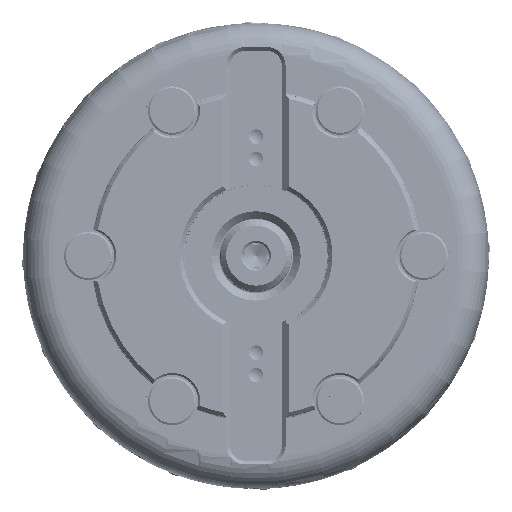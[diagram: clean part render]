
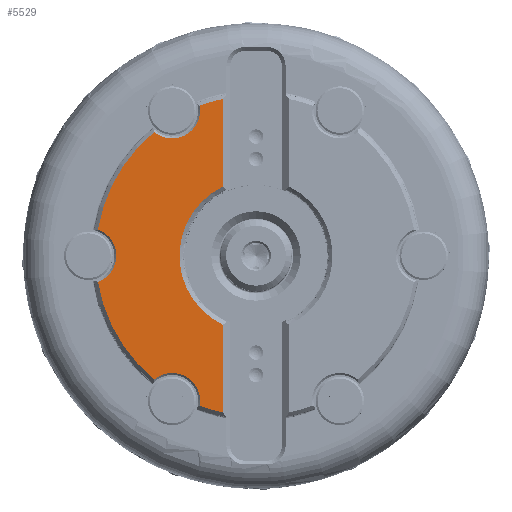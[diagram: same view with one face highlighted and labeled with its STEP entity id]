
A CAD part, top view. The second image highlights one B-rep face of the part: STEP entity #5529.
In plain terms, the highlighted planar face has unit normal (0, 0, 1).
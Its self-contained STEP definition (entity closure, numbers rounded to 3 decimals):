
#2645=PLANE('',#56959);
#5529=ADVANCED_FACE('',(#9935),#2645,.T.);
#9935=FACE_OUTER_BOUND('',#12917,.T.);
#12917=EDGE_LOOP('',(#24721,#24722,#24723,#24724,#24725,#24726,#24727,#24728,
#24729,#24730,#24731,#24732));
#16247=CIRCLE('',#56948,43.);
#16248=CIRCLE('',#56950,20.55);
#16249=CIRCLE('',#56951,7.5);
#16250=CIRCLE('',#56952,7.5);
#16251=CIRCLE('',#56953,43.);
#16252=CIRCLE('',#56954,7.5);
#16253=CIRCLE('',#56955,7.5);
#16254=CIRCLE('',#56956,43.);
#16255=CIRCLE('',#56957,7.5);
#16256=CIRCLE('',#56958,43.);
#24721=ORIENTED_EDGE('',*,*,#42048,.F.);
#24722=ORIENTED_EDGE('',*,*,#42041,.F.);
#24723=ORIENTED_EDGE('',*,*,#42047,.F.);
#24724=ORIENTED_EDGE('',*,*,#42049,.F.);
#24725=ORIENTED_EDGE('',*,*,#42050,.F.);
#24726=ORIENTED_EDGE('',*,*,#42051,.F.);
#24727=ORIENTED_EDGE('',*,*,#42052,.F.);
#24728=ORIENTED_EDGE('',*,*,#42053,.F.);
#24729=ORIENTED_EDGE('',*,*,#42054,.F.);
#24730=ORIENTED_EDGE('',*,*,#42055,.F.);
#24731=ORIENTED_EDGE('',*,*,#42056,.F.);
#24732=ORIENTED_EDGE('',*,*,#42057,.F.);
#36018=VERTEX_POINT('',#97931);
#36019=VERTEX_POINT('',#97932);
#36022=VERTEX_POINT('',#97961);
#36023=VERTEX_POINT('',#97965);
#36024=VERTEX_POINT('',#97967);
#36025=VERTEX_POINT('',#97969);
#36026=VERTEX_POINT('',#97971);
#36027=VERTEX_POINT('',#97973);
#36028=VERTEX_POINT('',#97975);
#36029=VERTEX_POINT('',#97977);
#36030=VERTEX_POINT('',#97979);
#36031=VERTEX_POINT('',#97981);
#42041=EDGE_CURVE('',#36018,#36019,#47760,.T.);
#42047=EDGE_CURVE('',#36022,#36018,#16247,.T.);
#42048=EDGE_CURVE('',#36019,#36023,#16248,.T.);
#42049=EDGE_CURVE('',#36024,#36022,#16249,.T.);
#42050=EDGE_CURVE('',#36025,#36024,#16250,.T.);
#42051=EDGE_CURVE('',#36026,#36025,#16251,.T.);
#42052=EDGE_CURVE('',#36027,#36026,#16252,.T.);
#42053=EDGE_CURVE('',#36028,#36027,#16253,.T.);
#42054=EDGE_CURVE('',#36029,#36028,#16254,.T.);
#42055=EDGE_CURVE('',#36030,#36029,#16255,.T.);
#42056=EDGE_CURVE('',#36031,#36030,#16256,.T.);
#42057=EDGE_CURVE('',#36023,#36031,#47761,.T.);
#47760=LINE('',#97930,#50694);
#47761=LINE('',#97982,#50695);
#50694=VECTOR('',#67125,1.);
#50695=VECTOR('',#67152,1.);
#56948=AXIS2_PLACEMENT_3D('',#97962,#67130,#67131);
#56950=AXIS2_PLACEMENT_3D('',#97964,#67134,#67135);
#56951=AXIS2_PLACEMENT_3D('',#97966,#67136,#67137);
#56952=AXIS2_PLACEMENT_3D('',#97968,#67138,#67139);
#56953=AXIS2_PLACEMENT_3D('',#97970,#67140,#67141);
#56954=AXIS2_PLACEMENT_3D('',#97972,#67142,#67143);
#56955=AXIS2_PLACEMENT_3D('',#97974,#67144,#67145);
#56956=AXIS2_PLACEMENT_3D('',#97976,#67146,#67147);
#56957=AXIS2_PLACEMENT_3D('',#97978,#67148,#67149);
#56958=AXIS2_PLACEMENT_3D('',#97980,#67150,#67151);
#56959=AXIS2_PLACEMENT_3D('',#97983,#67153,#67154);
#67125=DIRECTION('',(0.,-1.,0.));
#67130=DIRECTION('',(0.,0.,-1.));
#67131=DIRECTION('',(-0.351,0.936,0.));
#67134=DIRECTION('',(0.,0.,1.));
#67135=DIRECTION('',(-0.435,0.9,0.));
#67136=DIRECTION('',(0.,0.,1.));
#67137=DIRECTION('',(0.707,-0.707,0.));
#67138=DIRECTION('',(0.,0.,1.));
#67139=DIRECTION('',(-0.641,-0.767,0.));
#67140=DIRECTION('',(0.,0.,-1.));
#67141=DIRECTION('',(-0.986,0.164,0.));
#67142=DIRECTION('',(0.,0.,1.));
#67143=DIRECTION('',(0.707,-0.707,0.));
#67144=DIRECTION('',(0.,0.,1.));
#67145=DIRECTION('',(0.344,-0.939,0.));
#67146=DIRECTION('',(0.,0.,-1.));
#67147=DIRECTION('',(-0.635,-0.772,0.));
#67148=DIRECTION('',(0.,0.,1.));
#67149=DIRECTION('',(0.985,-0.171,0.));
#67150=DIRECTION('',(0.,0.,-1.));
#67151=DIRECTION('',(-0.208,-0.978,0.));
#67152=DIRECTION('',(0.,-1.,0.));
#67153=DIRECTION('',(0.,0.,1.));
#67154=DIRECTION('',(0.707,0.707,0.));
#97930=CARTESIAN_POINT('',(-8.938,42.061,0.));
#97931=CARTESIAN_POINT('',(-8.938,42.061,0.));
#97932=CARTESIAN_POINT('',(-8.937,18.505,0.));
#97961=CARTESIAN_POINT('',(-15.111,40.257,0.));
#97962=CARTESIAN_POINT('',(0.,0.,0.));
#97964=CARTESIAN_POINT('',(0.,0.,0.));
#97965=CARTESIAN_POINT('',(-8.938,-18.505,0.));
#97966=CARTESIAN_POINT('',(-22.5,38.971,0.));
#97967=CARTESIAN_POINT('',(-17.197,33.668,0.));
#97968=CARTESIAN_POINT('',(-22.5,38.971,0.));
#97969=CARTESIAN_POINT('',(-27.308,33.215,0.));
#97970=CARTESIAN_POINT('',(0.,0.,0.));
#97971=CARTESIAN_POINT('',(-42.419,7.042,0.));
#97972=CARTESIAN_POINT('',(-45.,0.,0.));
#97973=CARTESIAN_POINT('',(-39.697,-5.303,0.));
#97974=CARTESIAN_POINT('',(-45.,0.,0.));
#97975=CARTESIAN_POINT('',(-42.419,-7.042,0.));
#97976=CARTESIAN_POINT('',(0.,0.,0.));
#97977=CARTESIAN_POINT('',(-27.308,-33.215,0.));
#97978=CARTESIAN_POINT('',(-22.5,-38.971,0.));
#97979=CARTESIAN_POINT('',(-15.111,-40.257,0.));
#97980=CARTESIAN_POINT('',(0.,0.,0.));
#97981=CARTESIAN_POINT('',(-8.938,-42.061,0.));
#97982=CARTESIAN_POINT('',(-8.938,-18.505,0.));
#97983=CARTESIAN_POINT('',(-13.853,0.,0.));
